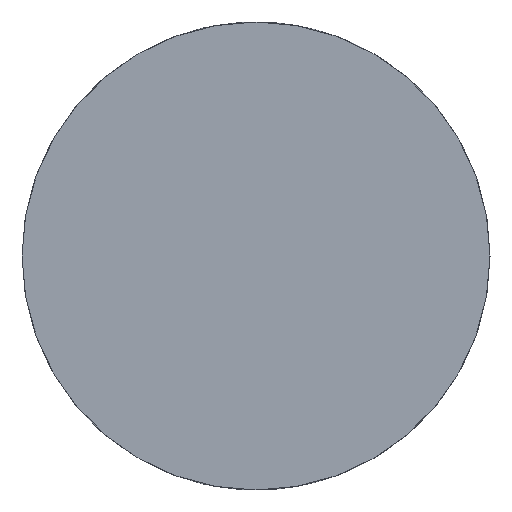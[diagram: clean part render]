
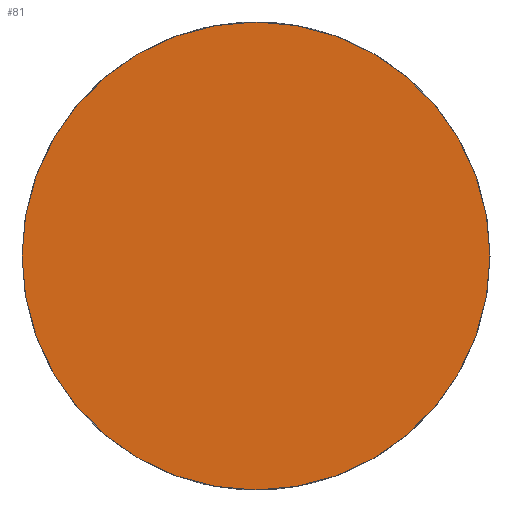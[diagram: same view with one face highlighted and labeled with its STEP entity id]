
A CAD part, left-side view. The second image highlights one B-rep face of the part: STEP entity #81.
In plain terms, the highlighted planar face has unit normal (-1, 0, 0).
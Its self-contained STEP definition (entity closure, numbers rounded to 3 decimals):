
#19=CIRCLE('',#108,1.5);
#24=FACE_OUTER_BOUND('',#29,.T.);
#29=EDGE_LOOP('',(#72));
#45=VERTEX_POINT('',#152);
#54=EDGE_CURVE('',#45,#45,#19,.T.);
#72=ORIENTED_EDGE('',*,*,#54,.F.);
#76=PLANE('',#110);
#81=ADVANCED_FACE('',(#24),#76,.F.);
#108=AXIS2_PLACEMENT_3D('',#154,#130,#131);
#110=AXIS2_PLACEMENT_3D('',#156,#134,#135);
#130=DIRECTION('center_axis',(1.,0.,0.));
#131=DIRECTION('ref_axis',(0.,1.,0.));
#134=DIRECTION('center_axis',(1.,0.,0.));
#135=DIRECTION('ref_axis',(0.,0.,-1.));
#152=CARTESIAN_POINT('',(0.,-1.5,0.));
#154=CARTESIAN_POINT('Origin',(0.,0.,0.));
#156=CARTESIAN_POINT('Origin',(0.,0.,0.));
